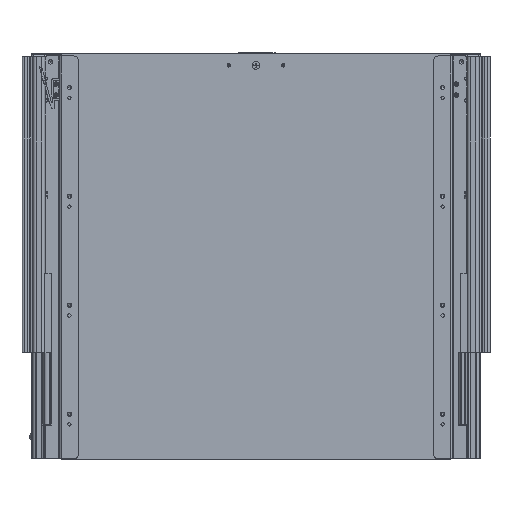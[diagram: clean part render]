
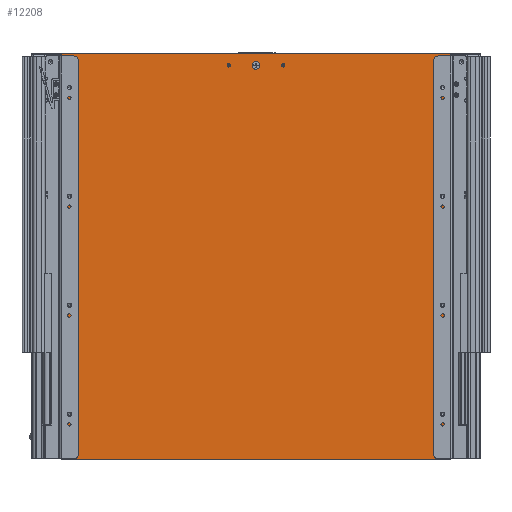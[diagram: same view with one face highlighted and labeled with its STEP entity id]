
A CAD part, top view. The second image highlights one B-rep face of the part: STEP entity #12208.
In plain terms, the highlighted planar face has unit normal (0, 0, 1).
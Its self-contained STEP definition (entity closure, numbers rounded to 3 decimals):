
#11661=CARTESIAN_POINT('',(431.156,-186.173,16.0));
#11662=VERTEX_POINT('',#11661);
#11663=CARTESIAN_POINT('',(428.906,-186.173,16.0));
#11664=DIRECTION('',(0.0,0.0,-1.0));
#11665=DIRECTION('',(1.0,0.0,0.0));
#11666=AXIS2_PLACEMENT_3D('',#11663,#11664,#11665);
#11667=CIRCLE('',#11666,2.25);
#11668=EDGE_CURVE('',#11662,#11662,#11667,.T.);
#11698=CARTESIAN_POINT('',(-8.844,-186.173,16.0));
#11699=VERTEX_POINT('',#11698);
#11700=CARTESIAN_POINT('',(-11.094,-186.173,16.0));
#11701=DIRECTION('',(0.0,0.0,-1.0));
#11702=DIRECTION('',(1.0,0.0,0.0));
#11703=AXIS2_PLACEMENT_3D('',#11700,#11701,#11702);
#11704=CIRCLE('',#11703,2.25);
#11705=EDGE_CURVE('',#11699,#11699,#11704,.T.);
#11735=CARTESIAN_POINT('',(431.156,-58.173,16.0));
#11736=VERTEX_POINT('',#11735);
#11737=CARTESIAN_POINT('',(428.906,-58.173,16.0));
#11738=DIRECTION('',(0.0,0.0,-1.0));
#11739=DIRECTION('',(1.0,0.0,0.0));
#11740=AXIS2_PLACEMENT_3D('',#11737,#11738,#11739);
#11741=CIRCLE('',#11740,2.25);
#11742=EDGE_CURVE('',#11736,#11736,#11741,.T.);
#11772=CARTESIAN_POINT('',(-8.844,-58.173,16.0));
#11773=VERTEX_POINT('',#11772);
#11774=CARTESIAN_POINT('',(-11.094,-58.173,16.0));
#11775=DIRECTION('',(0.0,0.0,-1.0));
#11776=DIRECTION('',(1.0,0.0,0.0));
#11777=AXIS2_PLACEMENT_3D('',#11774,#11775,#11776);
#11778=CIRCLE('',#11777,2.25);
#11779=EDGE_CURVE('',#11773,#11773,#11778,.T.);
#11809=CARTESIAN_POINT('',(431.156,69.827,16.0));
#11810=VERTEX_POINT('',#11809);
#11811=CARTESIAN_POINT('',(428.906,69.827,16.0));
#11812=DIRECTION('',(0.0,0.0,-1.0));
#11813=DIRECTION('',(1.0,0.0,0.0));
#11814=AXIS2_PLACEMENT_3D('',#11811,#11812,#11813);
#11815=CIRCLE('',#11814,2.25);
#11816=EDGE_CURVE('',#11810,#11810,#11815,.T.);
#11846=CARTESIAN_POINT('',(-8.844,69.827,16.0));
#11847=VERTEX_POINT('',#11846);
#11848=CARTESIAN_POINT('',(-11.094,69.827,16.0));
#11849=DIRECTION('',(0.0,0.0,-1.0));
#11850=DIRECTION('',(1.0,0.0,0.0));
#11851=AXIS2_PLACEMENT_3D('',#11848,#11849,#11850);
#11852=CIRCLE('',#11851,2.25);
#11853=EDGE_CURVE('',#11847,#11847,#11852,.T.);
#11883=CARTESIAN_POINT('',(431.156,197.827,16.0));
#11884=VERTEX_POINT('',#11883);
#11885=CARTESIAN_POINT('',(428.906,197.827,16.0));
#11886=DIRECTION('',(0.0,0.0,-1.0));
#11887=DIRECTION('',(1.0,0.0,0.0));
#11888=AXIS2_PLACEMENT_3D('',#11885,#11886,#11887);
#11889=CIRCLE('',#11888,2.25);
#11890=EDGE_CURVE('',#11884,#11884,#11889,.T.);
#11920=CARTESIAN_POINT('',(-8.844,197.827,16.0));
#11921=VERTEX_POINT('',#11920);
#11922=CARTESIAN_POINT('',(-11.094,197.827,16.0));
#11923=DIRECTION('',(0.0,0.0,-1.0));
#11924=DIRECTION('',(1.0,0.0,0.0));
#11925=AXIS2_PLACEMENT_3D('',#11922,#11923,#11924);
#11926=CIRCLE('',#11925,2.25);
#11927=EDGE_CURVE('',#11921,#11921,#11926,.T.);
#11951=CARTESIAN_POINT('',(178.906,223.827,16.0));
#11952=VERTEX_POINT('',#11951);
#11953=CARTESIAN_POINT('',(176.906,223.827,16.));
#11954=DIRECTION('',(0.0,0.0,-1.0));
#11955=DIRECTION('',(1.0,0.0,0.0));
#11956=AXIS2_PLACEMENT_3D('',#11953,#11954,#11955);
#11957=CIRCLE('',#11956,2.0);
#11958=EDGE_CURVE('',#11952,#11952,#11957,.T.);
#11979=CARTESIAN_POINT('',(242.906,223.827,16.0));
#11980=VERTEX_POINT('',#11979);
#11981=CARTESIAN_POINT('',(240.906,223.827,16.));
#11982=DIRECTION('',(0.0,0.0,-1.0));
#11983=DIRECTION('',(1.0,0.0,0.0));
#11984=AXIS2_PLACEMENT_3D('',#11981,#11982,#11983);
#11985=CIRCLE('',#11984,2.0);
#11986=EDGE_CURVE('',#11980,#11980,#11985,.T.);
#12007=CARTESIAN_POINT('',(210.906,223.827,16.0));
#12008=VERTEX_POINT('',#12007);
#12009=CARTESIAN_POINT('',(208.906,223.827,16.));
#12010=DIRECTION('',(0.0,0.0,-1.0));
#12011=DIRECTION('',(1.0,0.0,0.0));
#12012=AXIS2_PLACEMENT_3D('',#12009,#12010,#12011);
#12013=CIRCLE('',#12012,2.0);
#12014=EDGE_CURVE('',#12008,#12008,#12013,.T.);
#12024=CARTESIAN_POINT('',(-20.094,-239.173,16.0));
#12025=VERTEX_POINT('',#12024);
#12026=CARTESIAN_POINT('',(-20.094,237.827,16.0));
#12027=VERTEX_POINT('',#12026);
#12028=CARTESIAN_POINT('',(-20.094,-239.173,16.0));
#12029=DIRECTION('',(0.0,1.0,0.0));
#12030=VECTOR('',#12029,477.0);
#12031=LINE('',#12028,#12030);
#12032=EDGE_CURVE('',#12025,#12027,#12031,.T.);
#12064=CARTESIAN_POINT('',(437.906,237.827,16.0));
#12065=VERTEX_POINT('',#12064);
#12066=CARTESIAN_POINT('',(-20.094,237.827,16.0));
#12067=DIRECTION('',(1.0,0.0,0.0));
#12068=VECTOR('',#12067,458.);
#12069=LINE('',#12066,#12068);
#12070=EDGE_CURVE('',#12027,#12065,#12069,.T.);
#12095=CARTESIAN_POINT('',(437.906,-239.173,16.0));
#12096=VERTEX_POINT('',#12095);
#12097=CARTESIAN_POINT('',(437.906,237.827,16.0));
#12098=DIRECTION('',(0.0,-1.0,0.0));
#12099=VECTOR('',#12098,477.);
#12100=LINE('',#12097,#12099);
#12101=EDGE_CURVE('',#12065,#12096,#12100,.T.);
#12126=CARTESIAN_POINT('',(437.906,-239.173,16.0));
#12127=DIRECTION('',(-1.0,0.0,0.0));
#12128=VECTOR('',#12127,458.);
#12129=LINE('',#12126,#12128);
#12130=EDGE_CURVE('',#12096,#12025,#12129,.T.);
#12164=CARTESIAN_POINT('',(208.906,-0.673,16.0));
#12165=DIRECTION('',(0.0,0.0,1.0));
#12166=DIRECTION('',(1.0,0.0,0.0));
#12167=AXIS2_PLACEMENT_3D('',#12164,#12165,#12166);
#12168=PLANE('',#12167);
#12169=ORIENTED_EDGE('',*,*,#12032,.F.);
#12170=ORIENTED_EDGE('',*,*,#12130,.F.);
#12171=ORIENTED_EDGE('',*,*,#12101,.F.);
#12172=ORIENTED_EDGE('',*,*,#12070,.F.);
#12173=EDGE_LOOP('',(#12169,#12170,#12171,#12172));
#12174=FACE_OUTER_BOUND('',#12173,.T.);
#12175=ORIENTED_EDGE('',*,*,#11668,.T.);
#12176=EDGE_LOOP('',(#12175));
#12177=FACE_BOUND('',#12176,.T.);
#12178=ORIENTED_EDGE('',*,*,#11705,.T.);
#12179=EDGE_LOOP('',(#12178));
#12180=FACE_BOUND('',#12179,.T.);
#12181=ORIENTED_EDGE('',*,*,#11742,.T.);
#12182=EDGE_LOOP('',(#12181));
#12183=FACE_BOUND('',#12182,.T.);
#12184=ORIENTED_EDGE('',*,*,#11779,.T.);
#12185=EDGE_LOOP('',(#12184));
#12186=FACE_BOUND('',#12185,.T.);
#12187=ORIENTED_EDGE('',*,*,#11816,.T.);
#12188=EDGE_LOOP('',(#12187));
#12189=FACE_BOUND('',#12188,.T.);
#12190=ORIENTED_EDGE('',*,*,#11853,.T.);
#12191=EDGE_LOOP('',(#12190));
#12192=FACE_BOUND('',#12191,.T.);
#12193=ORIENTED_EDGE('',*,*,#11890,.T.);
#12194=EDGE_LOOP('',(#12193));
#12195=FACE_BOUND('',#12194,.T.);
#12196=ORIENTED_EDGE('',*,*,#11927,.T.);
#12197=EDGE_LOOP('',(#12196));
#12198=FACE_BOUND('',#12197,.T.);
#12199=ORIENTED_EDGE('',*,*,#11958,.T.);
#12200=EDGE_LOOP('',(#12199));
#12201=FACE_BOUND('',#12200,.T.);
#12202=ORIENTED_EDGE('',*,*,#11986,.T.);
#12203=EDGE_LOOP('',(#12202));
#12204=FACE_BOUND('',#12203,.T.);
#12205=ORIENTED_EDGE('',*,*,#12014,.T.);
#12206=EDGE_LOOP('',(#12205));
#12207=FACE_BOUND('',#12206,.T.);
#12208=ADVANCED_FACE('',(#12174,#12177,#12180,#12183,#12186,#12189,#12192,#12195,#12198,#12201,#12204,#12207),#12168,.T.);
